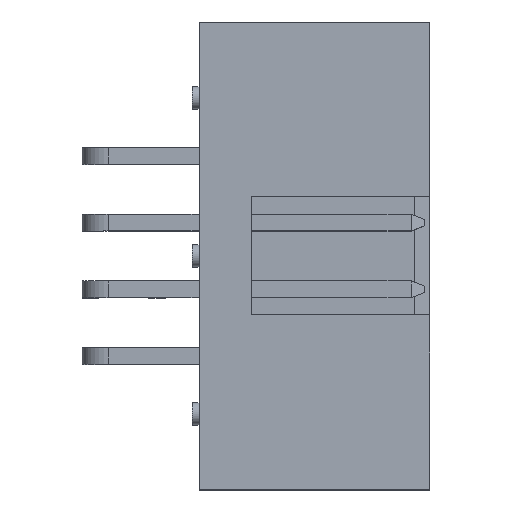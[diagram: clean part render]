
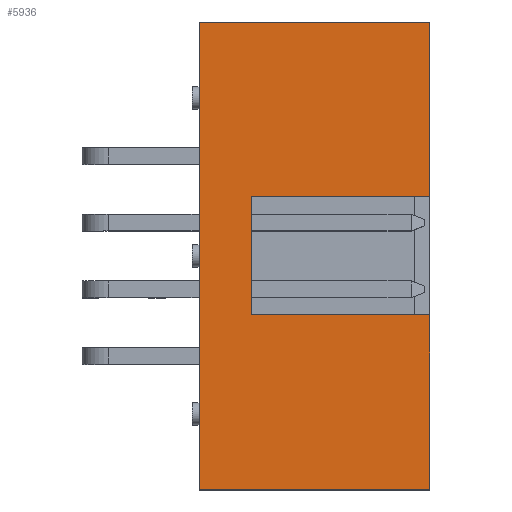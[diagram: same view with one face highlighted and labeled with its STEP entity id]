
A CAD part, top view. The second image highlights one B-rep face of the part: STEP entity #5936.
In plain terms, the highlighted face is planar.
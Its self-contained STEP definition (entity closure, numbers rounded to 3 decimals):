
#169=LINE('',#7914,#708);
#187=LINE('',#7950,#726);
#210=LINE('',#7996,#749);
#222=LINE('',#8020,#761);
#223=LINE('',#8022,#762);
#224=LINE('',#8024,#763);
#225=LINE('',#8026,#764);
#226=LINE('',#8027,#765);
#708=VECTOR('',#6724,1000.);
#726=VECTOR('',#6744,1000.);
#749=VECTOR('',#6771,1000.);
#761=VECTOR('',#6795,1000.);
#762=VECTOR('',#6798,1000.);
#763=VECTOR('',#6799,1000.);
#764=VECTOR('',#6800,1000.);
#765=VECTOR('',#6801,1000.);
#1423=ORIENTED_EDGE('',*,*,#2505,.F.);
#1424=ORIENTED_EDGE('',*,*,#2482,.T.);
#1425=ORIENTED_EDGE('',*,*,#2517,.T.);
#1426=ORIENTED_EDGE('',*,*,#2518,.F.);
#1427=ORIENTED_EDGE('',*,*,#2519,.F.);
#1428=ORIENTED_EDGE('',*,*,#2520,.F.);
#1429=ORIENTED_EDGE('',*,*,#2464,.F.);
#1430=ORIENTED_EDGE('',*,*,#2521,.F.);
#2464=EDGE_CURVE('',#3007,#3006,#169,.T.);
#2482=EDGE_CURVE('',#3025,#3024,#187,.T.);
#2505=EDGE_CURVE('',#3025,#3045,#210,.T.);
#2517=EDGE_CURVE('',#3024,#3051,#222,.T.);
#2518=EDGE_CURVE('',#3052,#3051,#223,.T.);
#2519=EDGE_CURVE('',#3053,#3052,#224,.T.);
#2520=EDGE_CURVE('',#3006,#3053,#225,.T.);
#2521=EDGE_CURVE('',#3045,#3007,#226,.T.);
#3006=VERTEX_POINT('',#7910);
#3007=VERTEX_POINT('',#7913);
#3024=VERTEX_POINT('',#7949);
#3025=VERTEX_POINT('',#7951);
#3045=VERTEX_POINT('',#7994);
#3051=VERTEX_POINT('',#8019);
#3052=VERTEX_POINT('',#8023);
#3053=VERTEX_POINT('',#8025);
#3387=EDGE_LOOP('',(#1423,#1424,#1425,#1426,#1427,#1428,#1429,#1430));
#3668=FACE_BOUND('',#3387,.T.);
#3928=PLANE('',#6210);
#5936=ADVANCED_FACE('',(#3668),#3928,.F.);
#6210=AXIS2_PLACEMENT_3D('',#8021,#6796,#6797);
#6724=DIRECTION('',(0.,0.,-1.));
#6744=DIRECTION('',(-1.,0.,0.));
#6771=DIRECTION('',(0.,0.,1.));
#6795=DIRECTION('',(0.,0.,1.));
#6796=DIRECTION('',(0.,1.,0.));
#6797=DIRECTION('',(0.,0.,1.));
#6798=DIRECTION('',(1.,0.,0.));
#6799=DIRECTION('',(0.,0.,1.));
#6800=DIRECTION('',(-1.,0.,0.));
#6801=DIRECTION('',(1.,0.,0.));
#7910=CARTESIAN_POINT('',(8.91,-4.4,-4.4));
#7913=CARTESIAN_POINT('',(8.91,-4.4,4.4));
#7914=CARTESIAN_POINT('',(8.91,-4.4,4.4));
#7949=CARTESIAN_POINT('',(-2.25,-4.4,-2.4));
#7950=CARTESIAN_POINT('',(2.25,-4.4,-2.4));
#7951=CARTESIAN_POINT('',(2.25,-4.4,-2.4));
#7994=CARTESIAN_POINT('',(2.25,-4.4,4.4));
#7996=CARTESIAN_POINT('',(2.25,-4.4,-2.4));
#8019=CARTESIAN_POINT('',(-2.25,-4.4,4.4));
#8020=CARTESIAN_POINT('',(-2.25,-4.4,-2.4));
#8021=CARTESIAN_POINT('',(0.,-4.4,0.));
#8022=CARTESIAN_POINT('',(-8.91,-4.4,4.4));
#8023=CARTESIAN_POINT('',(-8.91,-4.4,4.4));
#8024=CARTESIAN_POINT('',(-8.91,-4.4,-4.4));
#8025=CARTESIAN_POINT('',(-8.91,-4.4,-4.4));
#8026=CARTESIAN_POINT('',(8.91,-4.4,-4.4));
#8027=CARTESIAN_POINT('',(-8.91,-4.4,4.4));
